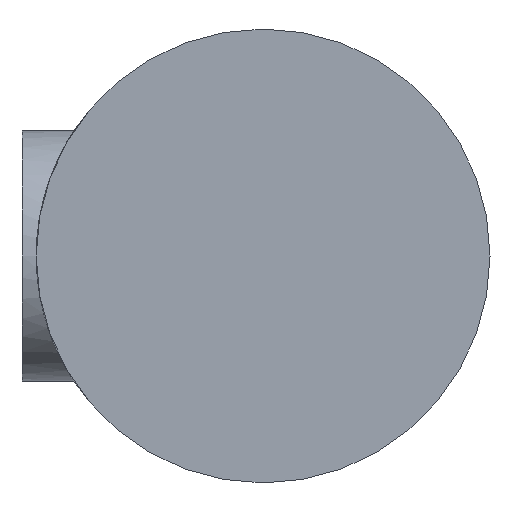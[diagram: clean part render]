
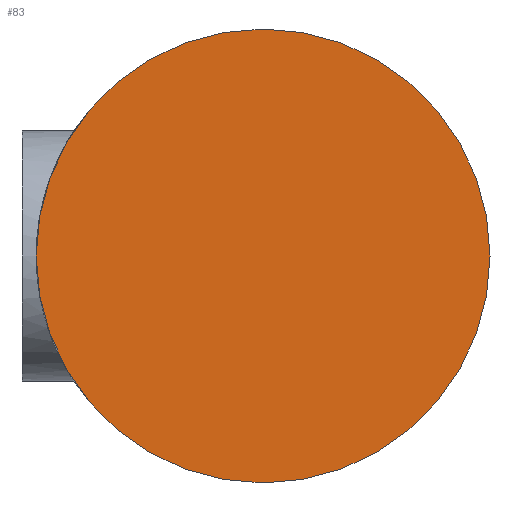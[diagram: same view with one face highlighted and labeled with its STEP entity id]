
A CAD part, front view. The second image highlights one B-rep face of the part: STEP entity #83.
In plain terms, the highlighted planar face has unit normal (0, -1, 0).
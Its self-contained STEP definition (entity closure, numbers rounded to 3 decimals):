
#15=PLANE('',#112);
#22=FACE_OUTER_BOUND('',#28,.T.);
#28=EDGE_LOOP('',(#68,#69));
#38=CIRCLE('',#110,48.);
#39=CIRCLE('',#111,48.);
#44=VERTEX_POINT('',#150);
#45=VERTEX_POINT('',#152);
#53=EDGE_CURVE('',#45,#44,#38,.T.);
#54=EDGE_CURVE('',#44,#45,#39,.T.);
#68=ORIENTED_EDGE('',*,*,#53,.T.);
#69=ORIENTED_EDGE('',*,*,#54,.T.);
#83=ADVANCED_FACE('',(#22),#15,.F.);
#110=AXIS2_PLACEMENT_3D('',#153,#127,#128);
#111=AXIS2_PLACEMENT_3D('',#154,#129,#130);
#112=AXIS2_PLACEMENT_3D('',#225,#131,#132);
#127=DIRECTION('center_axis',(0.,-1.,0.));
#128=DIRECTION('ref_axis',(-1.,0.,0.));
#129=DIRECTION('center_axis',(0.,-1.,0.));
#130=DIRECTION('ref_axis',(-1.,0.,0.));
#131=DIRECTION('center_axis',(0.,1.,0.));
#132=DIRECTION('ref_axis',(0.,0.,1.));
#150=CARTESIAN_POINT('',(114.,-27.5,0.));
#152=CARTESIAN_POINT('',(18.,-27.5,0.));
#153=CARTESIAN_POINT('Origin',(66.,-27.5,0.));
#154=CARTESIAN_POINT('Origin',(66.,-27.5,0.));
#225=CARTESIAN_POINT('Origin',(66.,-27.5,0.));
